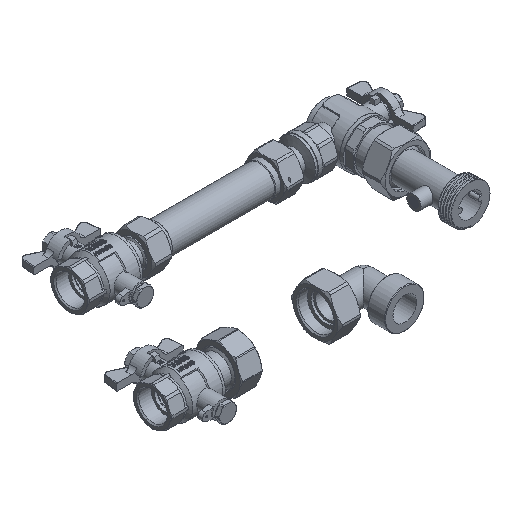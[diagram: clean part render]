
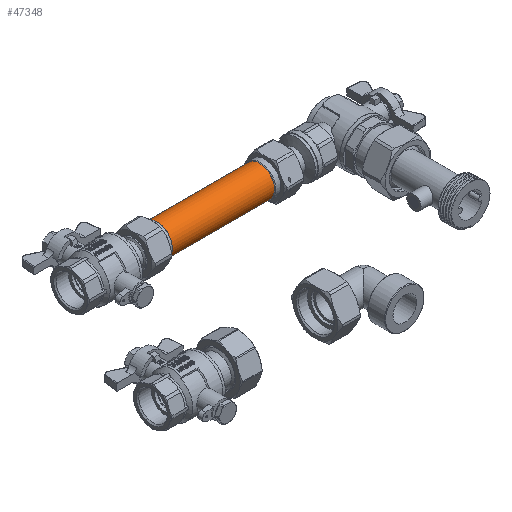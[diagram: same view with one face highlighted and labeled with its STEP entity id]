
A CAD part, isometric view. The second image highlights one B-rep face of the part: STEP entity #47348.
In plain terms, the highlighted cylindrical face has radius 12.7 mm (diameter 25.4 mm), a full revolution.
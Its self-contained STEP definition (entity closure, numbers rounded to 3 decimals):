
#9519=CYLINDRICAL_SURFACE('',#52333,12.7);
#10223=ORIENTED_EDGE('',*,*,#24773,.F.);
#10224=ORIENTED_EDGE('',*,*,#24775,.T.);
#24773=EDGE_CURVE('',#32091,#32091,#37057,.T.);
#24775=EDGE_CURVE('',#32093,#32093,#37059,.T.);
#32091=VERTEX_POINT('',#76454);
#32093=VERTEX_POINT('',#76459);
#37057=CIRCLE('',#52329,12.7);
#37059=CIRCLE('',#52332,12.7);
#38476=EDGE_LOOP('',(#10223));
#38477=EDGE_LOOP('',(#10224));
#41889=FACE_BOUND('',#38476,.T.);
#41890=FACE_BOUND('',#38477,.T.);
#47348=ADVANCED_FACE('',(#41889,#41890),#9519,.T.);
#52329=AXIS2_PLACEMENT_3D('',#76453,#59456,#59457);
#52332=AXIS2_PLACEMENT_3D('',#76458,#59462,#59463);
#52333=AXIS2_PLACEMENT_3D('',#76460,#59464,#59465);
#59456=DIRECTION('',(1.,0.,0.));
#59457=DIRECTION('',(0.,1.,0.));
#59462=DIRECTION('',(1.,0.,0.));
#59463=DIRECTION('',(0.,1.,0.));
#59464=DIRECTION('',(1.,0.,0.));
#59465=DIRECTION('',(0.,1.,0.));
#76453=CARTESIAN_POINT('',(134.8,0.,-11.));
#76454=CARTESIAN_POINT('',(134.8,12.7,-11.));
#76458=CARTESIAN_POINT('',(48.8,0.,-11.));
#76459=CARTESIAN_POINT('',(48.8,12.7,-11.));
#76460=CARTESIAN_POINT('',(91.8,0.,-11.));
